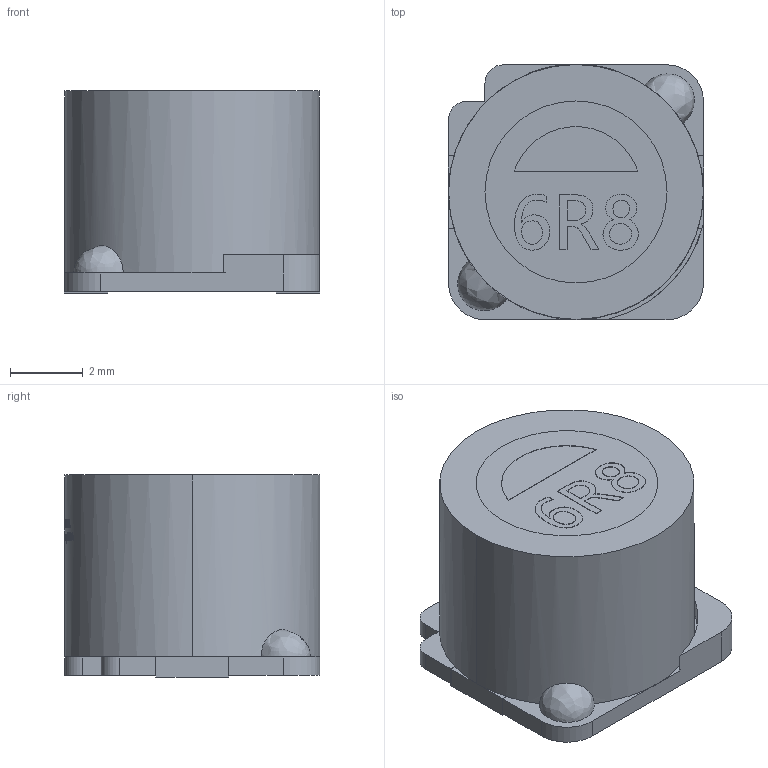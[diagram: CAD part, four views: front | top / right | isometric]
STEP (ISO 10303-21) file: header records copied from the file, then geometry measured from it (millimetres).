
FILE_DESCRIPTION (( 'STEP AP214' ), '1' );
FILE_NAME ('IND-SMD_L7.0-W7.0-H5.5.step', '2022-07-09T00:47:38', ( '' ), ( '' ), 'SwSTEP 2.0', 'SolidWorks 2020', '' );
FILE_SCHEMA (( 'AUTOMOTIVE_DESIGN' ));
Length unit declared in the file: millimetre
Products named in the file (1): IND-SMD_L7.0-W7.0-H5.5
Bounding box: 7.02 x 7.01 x 5.55 mm (x, y, z)
Volume: 218.2 mm3; surface area: 223.5 mm2
Topology: 1 solids, 1 shells, 379 faces, 1030 edges, 686 vertices
Faces by surface type: plane 180, bspline 171, cylinder 28
Entity records: 18384 total; most frequent: CARTESIAN_POINT 7198, ORIENTED_EDGE 2056, DIRECTION 1078, EDGE_CURVE 1028, VERTEX_POINT 686, B_SPLINE_CURVE_WITH_KNOTS 489, EDGE_LOOP 414, LINE 410
